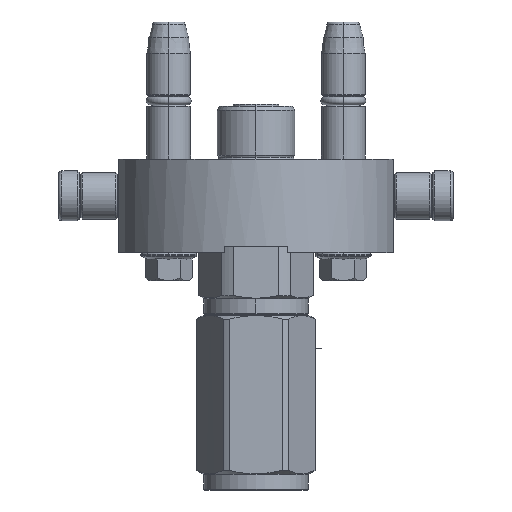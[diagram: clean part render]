
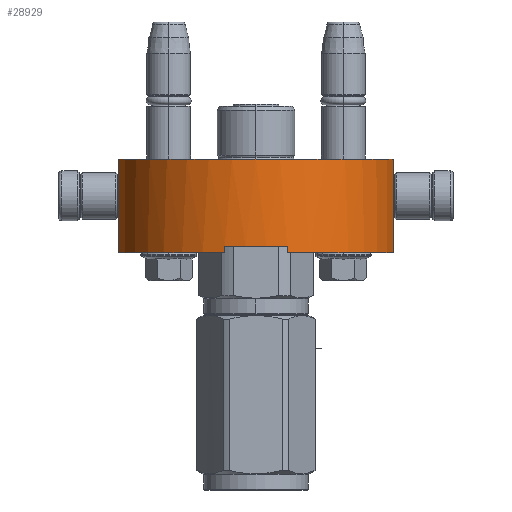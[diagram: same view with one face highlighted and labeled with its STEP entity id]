
A CAD part, left-side view. The second image highlights one B-rep face of the part: STEP entity #28929.
In plain terms, the highlighted cylindrical face has radius 44.75 mm (diameter 89.5 mm), a partial arc.
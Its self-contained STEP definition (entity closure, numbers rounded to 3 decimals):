
#96 = EDGE_CURVE ( 'NONE', #41728, #10359, #52663, .T. ) ;
#1252 = CARTESIAN_POINT ( 'NONE',  ( -10., 28., 43.618 ) ) ;
#1422 = CARTESIAN_POINT ( 'NONE',  ( -10., 30., 43.618 ) ) ;
#4904 = VERTEX_POINT ( 'NONE', #1422 ) ;
#5075 = ORIENTED_EDGE ( 'NONE', *, *, #28818, .T. ) ;
#5353 = DIRECTION ( 'NONE',  ( 0., 1., 0. ) ) ;
#5523 = LINE ( 'NONE', #21769, #47635 ) ;
#5873 = DIRECTION ( 'NONE',  ( -0.983, 0., 0.182 ) ) ;
#6122 = DIRECTION ( 'NONE',  ( 0., 1., 0. ) ) ;
#6235 = DIRECTION ( 'NONE',  ( 0., 1., 0. ) ) ;
#6370 = AXIS2_PLACEMENT_3D ( 'NONE', #18327, #6235, #5873 ) ;
#6618 = CARTESIAN_POINT ( 'NONE',  ( -44., 30., 8.159 ) ) ;
#6918 = EDGE_CURVE ( 'NONE', #44956, #20734, #25745, .T. ) ;
#7075 = EDGE_CURVE ( 'NONE', #44956, #38760, #30209, .T. ) ;
#7959 = EDGE_CURVE ( 'NONE', #19173, #36021, #17337, .T. ) ;
#8575 = CARTESIAN_POINT ( 'NONE',  ( -10., 28., 43.618 ) ) ;
#8921 = CARTESIAN_POINT ( 'NONE',  ( 0., 0., 0. ) ) ;
#8985 = ORIENTED_EDGE ( 'NONE', *, *, #15889, .T. ) ;
#10359 = VERTEX_POINT ( 'NONE', #35967 ) ;
#12084 = DIRECTION ( 'NONE',  ( 0., 1., 0. ) ) ;
#13225 = CARTESIAN_POINT ( 'NONE',  ( 10., 28., 43.618 ) ) ;
#15889 = EDGE_CURVE ( 'NONE', #20734, #10359, #5523, .T. ) ;
#15979 = EDGE_CURVE ( 'NONE', #36021, #41728, #48872, .T. ) ;
#17270 = DIRECTION ( 'NONE',  ( 0., -1., 0. ) ) ;
#17337 = CIRCLE ( 'NONE', #38361, 44.75 ) ;
#18327 = CARTESIAN_POINT ( 'NONE',  ( 0., 0., 0. ) ) ;
#19173 = VERTEX_POINT ( 'NONE', #1252 ) ;
#20734 = VERTEX_POINT ( 'NONE', #40905 ) ;
#21740 = FACE_OUTER_BOUND ( 'NONE', #46650, .T. ) ;
#21769 = CARTESIAN_POINT ( 'NONE',  ( 44., 0., 8.159 ) ) ;
#22155 = CIRCLE ( 'NONE', #22769, 44.75 ) ;
#22769 = AXIS2_PLACEMENT_3D ( 'NONE', #49919, #5353, #25434 ) ;
#24312 = ORIENTED_EDGE ( 'NONE', *, *, #6918, .T. ) ;
#25434 = DIRECTION ( 'NONE',  ( -0.983, 0., 0.182 ) ) ;
#25745 = CIRCLE ( 'NONE', #6370, 44.75 ) ;
#27805 = DIRECTION ( 'NONE',  ( 0., 1., 0. ) ) ;
#28166 = DIRECTION ( 'NONE',  ( -0.223, 0., 0.975 ) ) ;
#28749 = DIRECTION ( 'NONE',  ( 0.223, 0., 0.975 ) ) ;
#28818 = EDGE_CURVE ( 'NONE', #19173, #4904, #32669, .T. ) ;
#28927 = AXIS2_PLACEMENT_3D ( 'NONE', #8921, #17270, #37665 ) ;
#28929 = ADVANCED_FACE ( 'NONE', ( #21740 ), #43533, .T. ) ;
#29015 = CARTESIAN_POINT ( 'NONE',  ( 10., 30., 43.618 ) ) ;
#29699 = AXIS2_PLACEMENT_3D ( 'NONE', #45072, #37214, #28749 ) ;
#30209 = LINE ( 'NONE', #44442, #32203 ) ;
#30519 = CARTESIAN_POINT ( 'NONE',  ( 10., 28., 43.618 ) ) ;
#30974 = VECTOR ( 'NONE', #6122, 1000. ) ;
#31464 = ORIENTED_EDGE ( 'NONE', *, *, #96, .F. ) ;
#31994 = ORIENTED_EDGE ( 'NONE', *, *, #15979, .F. ) ;
#32203 = VECTOR ( 'NONE', #12084, 1000. ) ;
#32669 = LINE ( 'NONE', #8575, #47342 ) ;
#35967 = CARTESIAN_POINT ( 'NONE',  ( 44., 30., 8.159 ) ) ;
#36021 = VERTEX_POINT ( 'NONE', #13225 ) ;
#36946 = ORIENTED_EDGE ( 'NONE', *, *, #37683, .F. ) ;
#37214 = DIRECTION ( 'NONE',  ( 0., 1., 0. ) ) ;
#37665 = DIRECTION ( 'NONE',  ( 1., 0., 0. ) ) ;
#37683 = EDGE_CURVE ( 'NONE', #38760, #4904, #22155, .T. ) ;
#37766 = DIRECTION ( 'NONE',  ( 0., 1., 0. ) ) ;
#38361 = AXIS2_PLACEMENT_3D ( 'NONE', #48198, #27805, #28166 ) ;
#38760 = VERTEX_POINT ( 'NONE', #6618 ) ;
#39753 = ORIENTED_EDGE ( 'NONE', *, *, #7959, .F. ) ;
#40905 = CARTESIAN_POINT ( 'NONE',  ( 44., 0., 8.159 ) ) ;
#41728 = VERTEX_POINT ( 'NONE', #29015 ) ;
#43533 = CYLINDRICAL_SURFACE ( 'NONE', #28927, 44.75 ) ;
#44442 = CARTESIAN_POINT ( 'NONE',  ( -44., 0., 8.159 ) ) ;
#44956 = VERTEX_POINT ( 'NONE', #50195 ) ;
#45072 = CARTESIAN_POINT ( 'NONE',  ( 0., 30., 0. ) ) ;
#45968 = ORIENTED_EDGE ( 'NONE', *, *, #7075, .F. ) ;
#46650 = EDGE_LOOP ( 'NONE', ( #5075, #36946, #45968, #24312, #8985, #31464, #31994, #39753 ) ) ;
#47342 = VECTOR ( 'NONE', #48706, 1000. ) ;
#47635 = VECTOR ( 'NONE', #37766, 1000. ) ;
#48198 = CARTESIAN_POINT ( 'NONE',  ( 0., 28., 0. ) ) ;
#48706 = DIRECTION ( 'NONE',  ( 0., 1., 0. ) ) ;
#48872 = LINE ( 'NONE', #30519, #30974 ) ;
#49919 = CARTESIAN_POINT ( 'NONE',  ( 0., 30., 0. ) ) ;
#50195 = CARTESIAN_POINT ( 'NONE',  ( -44., 0., 8.159 ) ) ;
#52663 = CIRCLE ( 'NONE', #29699, 44.75 ) ;
